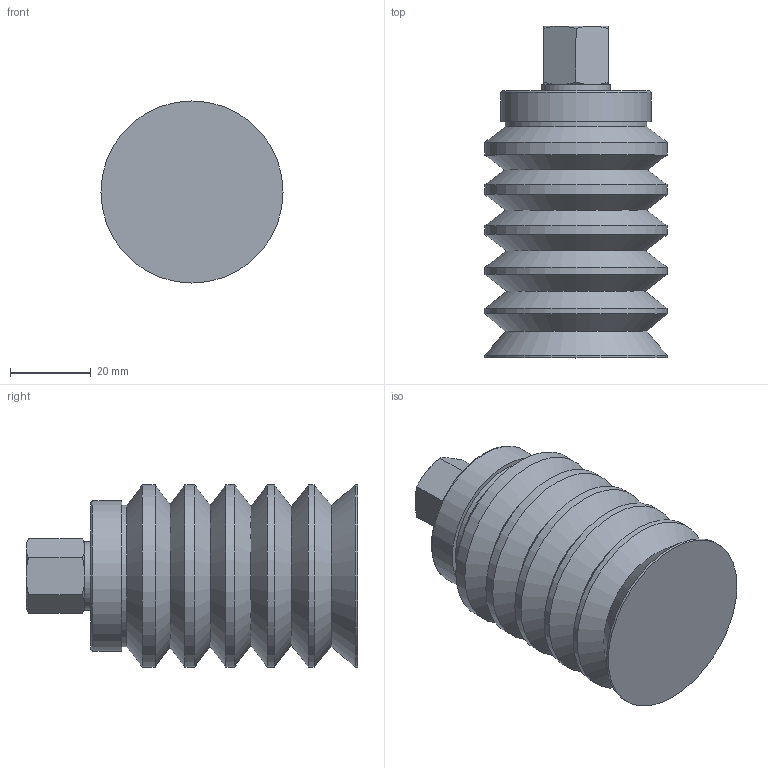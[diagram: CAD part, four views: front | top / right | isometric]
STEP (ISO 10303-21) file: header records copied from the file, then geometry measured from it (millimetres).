
FILE_DESCRIPTION(/* description */ (''),/* implementation_level */ '2;1');
FILE_NAME(/* name */ 'vf45-5cn_rac19r1-4h.stp',/* time_stamp */ '2020-09-23T12:16:06+02:00',/* author */ ('enginyeria'),/* organization */ (''),/* preprocessor_version */ 'ST-DEVELOPER v17.2',/* originating_system */ 'Autodesk Inventor 2019',/* authorisation */ '');
FILE_SCHEMA (('CONFIG_CONTROL_DESIGN'));
Length unit declared in the file: millimetre
Products named in the file (1): vf45-5cn_rac19r1-4h
Bounding box: 45 x 82 x 45 mm (x, y, z)
Volume: 87549.9 mm3; surface area: 15798.5 mm2
Topology: 1 solids, 1 shells, 47 faces, 118 edges, 77 vertices
Faces by surface type: cone 24, plane 12, cylinder 10, torus 1
Full cylindrical faces by diameter (mm): 11.445 x1, 17 x1, 35 x1, 37.2 x1, 45 x6
Entity records: 1492 total; most frequent: CARTESIAN_POINT 291, DIRECTION 256, ORIENTED_EDGE 236, EDGE_CURVE 118, AXIS2_PLACEMENT_3D 114, VERTEX_POINT 77, CIRCLE 66, EDGE_LOOP 51
